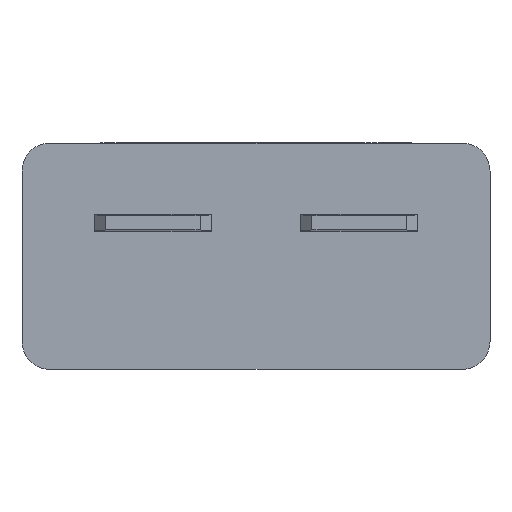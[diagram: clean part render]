
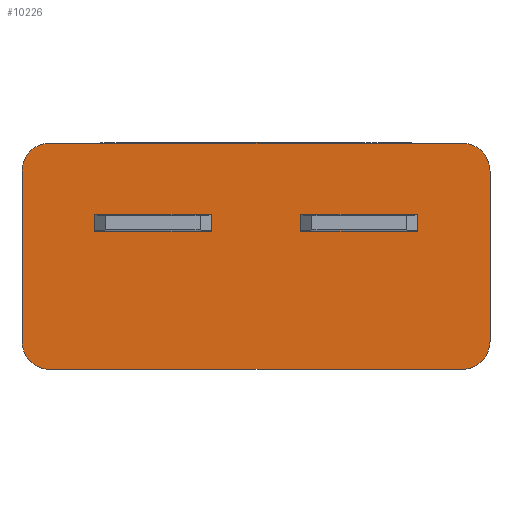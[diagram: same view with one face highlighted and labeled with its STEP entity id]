
A CAD part, front view. The second image highlights one B-rep face of the part: STEP entity #10226.
In plain terms, the highlighted planar face has unit normal (0, -1, 0).
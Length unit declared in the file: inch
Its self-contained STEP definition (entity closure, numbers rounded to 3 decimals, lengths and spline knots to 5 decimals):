
#29 = VERTEX_POINT ( 'NONE', #2511 ) ;
#681 = CARTESIAN_POINT ( 'NONE',  ( 0.42, 0., 0.153 ) ) ;
#1047 = AXIS2_PLACEMENT_3D ( 'NONE', #4155, #6348, #7823 ) ;
#1240 = DIRECTION ( 'NONE',  ( 0., -1., 0. ) ) ;
#1491 = CIRCLE ( 'NONE', #21305, 0.05 ) ;
#1745 = CARTESIAN_POINT ( 'NONE',  ( -0.37, 0., -0.203 ) ) ;
#1928 = AXIS2_PLACEMENT_3D ( 'NONE', #19827, #12149, #8367 ) ;
#2272 = AXIS2_PLACEMENT_3D ( 'NONE', #19625, #1240, #2948 ) ;
#2511 = CARTESIAN_POINT ( 'NONE',  ( 0.37, 0., 0.203 ) ) ;
#2948 = DIRECTION ( 'NONE',  ( 0., 0., 1. ) ) ;
#3031 = VECTOR ( 'NONE', #20249, 39.37008 ) ;
#3058 = EDGE_CURVE ( 'NONE', #20679, #29, #19954, .T. ) ;
#3694 = VERTEX_POINT ( 'NONE', #681 ) ;
#4155 = CARTESIAN_POINT ( 'NONE',  ( -0.37, 0., 0.153 ) ) ;
#4364 = ORIENTED_EDGE ( 'NONE', *, *, #6313, .F. ) ;
#4502 = AXIS2_PLACEMENT_3D ( 'NONE', #16093, #5004, #18286 ) ;
#4756 = VERTEX_POINT ( 'NONE', #23905 ) ;
#5004 = DIRECTION ( 'NONE',  ( 0., -1., 0. ) ) ;
#5117 = PLANE ( 'NONE',  #4502 ) ;
#5764 = CIRCLE ( 'NONE', #2272, 0.05 ) ;
#6313 = EDGE_CURVE ( 'NONE', #4756, #22121, #6993, .T. ) ;
#6348 = DIRECTION ( 'NONE',  ( 0., -1., 0. ) ) ;
#6470 = EDGE_CURVE ( 'NONE', #20679, #22121, #8428, .T. ) ;
#6597 = VERTEX_POINT ( 'NONE', #21786 ) ;
#6993 = LINE ( 'NONE', #12216, #22394 ) ;
#7338 = EDGE_CURVE ( 'NONE', #22468, #18909, #18552, .T. ) ;
#7823 = DIRECTION ( 'NONE',  ( 0., 0., 1. ) ) ;
#8299 = CARTESIAN_POINT ( 'NONE',  ( 0.42, 0., 0.203 ) ) ;
#8310 = EDGE_CURVE ( 'NONE', #3694, #6597, #13103, .T. ) ;
#8340 = DIRECTION ( 'NONE',  ( 0., -1., 0. ) ) ;
#8367 = DIRECTION ( 'NONE',  ( 0., 0., 1. ) ) ;
#8428 = CIRCLE ( 'NONE', #1047, 0.05 ) ;
#9915 = CARTESIAN_POINT ( 'NONE',  ( -0.37, 0., -0.153 ) ) ;
#9927 = VECTOR ( 'NONE', #19397, 39.37008 ) ;
#10226 = ADVANCED_FACE ( 'NONE', ( #20096 ), #5117, .T. ) ;
#10278 = VECTOR ( 'NONE', #18726, 39.37008 ) ;
#10938 = CARTESIAN_POINT ( 'NONE',  ( -0.42, 0., 0.153 ) ) ;
#11485 = EDGE_LOOP ( 'NONE', ( #16924, #14100, #17177, #17544, #22220, #11700, #4364, #12036 ) ) ;
#11700 = ORIENTED_EDGE ( 'NONE', *, *, #6470, .T. ) ;
#12036 = ORIENTED_EDGE ( 'NONE', *, *, #14345, .T. ) ;
#12149 = DIRECTION ( 'NONE',  ( 0., -1., 0. ) ) ;
#12216 = CARTESIAN_POINT ( 'NONE',  ( -0.42, 0., 0.203 ) ) ;
#12821 = CARTESIAN_POINT ( 'NONE',  ( 0.42, 0., -0.203 ) ) ;
#13103 = LINE ( 'NONE', #18833, #10278 ) ;
#14100 = ORIENTED_EDGE ( 'NONE', *, *, #18192, .T. ) ;
#14345 = EDGE_CURVE ( 'NONE', #4756, #18909, #1491, .T. ) ;
#16017 = DIRECTION ( 'NONE',  ( 0., 0., 1. ) ) ;
#16093 = CARTESIAN_POINT ( 'NONE',  ( 0.37, 0., -0.203 ) ) ;
#16924 = ORIENTED_EDGE ( 'NONE', *, *, #7338, .F. ) ;
#17177 = ORIENTED_EDGE ( 'NONE', *, *, #8310, .F. ) ;
#17544 = ORIENTED_EDGE ( 'NONE', *, *, #19918, .T. ) ;
#18192 = EDGE_CURVE ( 'NONE', #22468, #6597, #5764, .T. ) ;
#18286 = DIRECTION ( 'NONE',  ( 0., 0., -1. ) ) ;
#18552 = LINE ( 'NONE', #12821, #3031 ) ;
#18726 = DIRECTION ( 'NONE',  ( 0., 0., -1. ) ) ;
#18833 = CARTESIAN_POINT ( 'NONE',  ( 0.42, 0., 0.203 ) ) ;
#18909 = VERTEX_POINT ( 'NONE', #1745 ) ;
#19397 = DIRECTION ( 'NONE',  ( 1., 0., 0. ) ) ;
#19497 = CARTESIAN_POINT ( 'NONE',  ( -0.37, 0., 0.203 ) ) ;
#19625 = CARTESIAN_POINT ( 'NONE',  ( 0.37, 0., -0.153 ) ) ;
#19827 = CARTESIAN_POINT ( 'NONE',  ( 0.37, 0., 0.153 ) ) ;
#19918 = EDGE_CURVE ( 'NONE', #3694, #29, #24066, .T. ) ;
#19954 = LINE ( 'NONE', #8299, #9927 ) ;
#20096 = FACE_OUTER_BOUND ( 'NONE', #11485, .T. ) ;
#20249 = DIRECTION ( 'NONE',  ( -1., 0., 0. ) ) ;
#20679 = VERTEX_POINT ( 'NONE', #19497 ) ;
#21002 = DIRECTION ( 'NONE',  ( 0., 0., 1. ) ) ;
#21305 = AXIS2_PLACEMENT_3D ( 'NONE', #9915, #8340, #21002 ) ;
#21786 = CARTESIAN_POINT ( 'NONE',  ( 0.42, 0., -0.153 ) ) ;
#22090 = CARTESIAN_POINT ( 'NONE',  ( 0.37, 0., -0.203 ) ) ;
#22121 = VERTEX_POINT ( 'NONE', #10938 ) ;
#22220 = ORIENTED_EDGE ( 'NONE', *, *, #3058, .F. ) ;
#22394 = VECTOR ( 'NONE', #16017, 39.37008 ) ;
#22468 = VERTEX_POINT ( 'NONE', #22090 ) ;
#23905 = CARTESIAN_POINT ( 'NONE',  ( -0.42, 0., -0.153 ) ) ;
#24066 = CIRCLE ( 'NONE', #1928, 0.05 ) ;
